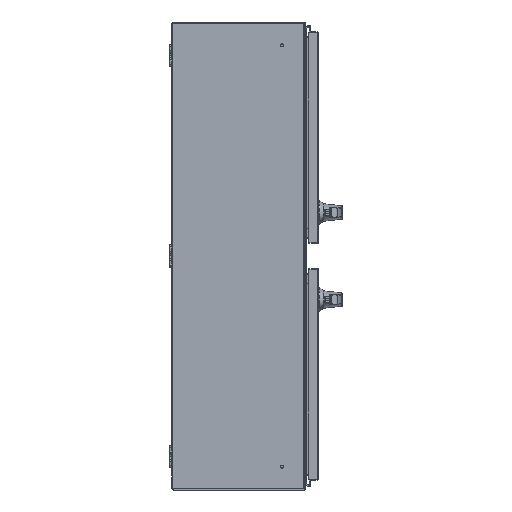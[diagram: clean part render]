
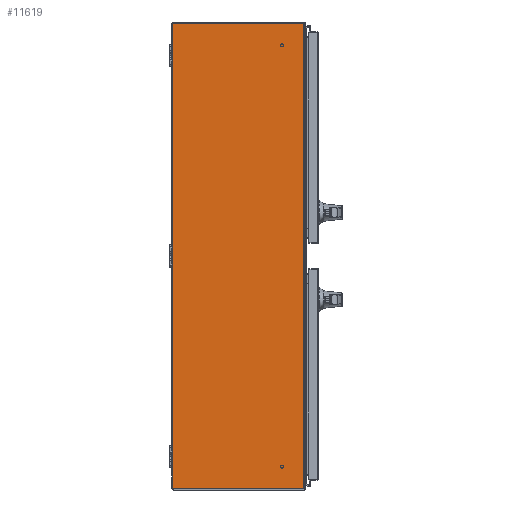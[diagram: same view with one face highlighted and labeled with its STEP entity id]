
A CAD part, front view. The second image highlights one B-rep face of the part: STEP entity #11619.
In plain terms, the highlighted face is planar.
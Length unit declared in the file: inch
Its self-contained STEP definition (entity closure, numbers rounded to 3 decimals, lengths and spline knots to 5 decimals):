
#369 = EDGE_CURVE ( 'NONE', #133847, #66057, #90525, .T. ) ;
#5608 = ORIENTED_EDGE ( 'NONE', *, *, #369, .T. ) ;
#7413 = CARTESIAN_POINT ( 'NONE',  ( -20.905, -11.762, -21. ) ) ;
#11596 = LINE ( 'NONE', #65538, #141052 ) ;
#11619 = ADVANCED_FACE ( 'NONE', ( #128005 ), #147106, .T. ) ;
#11994 = ORIENTED_EDGE ( 'NONE', *, *, #54446, .T. ) ;
#23046 = EDGE_LOOP ( 'NONE', ( #5608, #11994, #99700, #138514 ) ) ;
#38835 = EDGE_CURVE ( 'NONE', #72820, #133847, #158725, .T. ) ;
#52883 = DIRECTION ( 'NONE',  ( 1., 0., 0. ) ) ;
#54446 = EDGE_CURVE ( 'NONE', #66057, #103420, #11596, .T. ) ;
#54979 = DIRECTION ( 'NONE',  ( 0., -1., 0. ) ) ;
#60283 = CARTESIAN_POINT ( 'NONE',  ( 20.905, -11.762, -21. ) ) ;
#65538 = CARTESIAN_POINT ( 'NONE',  ( 20.905, 0., -21. ) ) ;
#66057 = VERTEX_POINT ( 'NONE', #68760 ) ;
#68760 = CARTESIAN_POINT ( 'NONE',  ( -20.905, 0., -21. ) ) ;
#72058 = DIRECTION ( 'NONE',  ( 0., 0., -1. ) ) ;
#72820 = VERTEX_POINT ( 'NONE', #60283 ) ;
#74047 = DIRECTION ( 'NONE',  ( 0., 1., 0. ) ) ;
#74646 = VECTOR ( 'NONE', #102508, 39.37008 ) ;
#77999 = EDGE_CURVE ( 'NONE', #103420, #72820, #95574, .T. ) ;
#89281 = CARTESIAN_POINT ( 'NONE',  ( 20.905, -11.762, -21. ) ) ;
#90525 = LINE ( 'NONE', #124442, #102386 ) ;
#95574 = LINE ( 'NONE', #131768, #103495 ) ;
#99700 = ORIENTED_EDGE ( 'NONE', *, *, #77999, .T. ) ;
#102386 = VECTOR ( 'NONE', #74047, 39.37008 ) ;
#102508 = DIRECTION ( 'NONE',  ( -1., 0., 0. ) ) ;
#103420 = VERTEX_POINT ( 'NONE', #140634 ) ;
#103495 = VECTOR ( 'NONE', #54979, 39.37008 ) ;
#110572 = AXIS2_PLACEMENT_3D ( 'NONE', #123009, #72058, #122486 ) ;
#122486 = DIRECTION ( 'NONE',  ( -1., 0., 0. ) ) ;
#123009 = CARTESIAN_POINT ( 'NONE',  ( 20.905, -11.905, -21. ) ) ;
#124442 = CARTESIAN_POINT ( 'NONE',  ( -20.905, -11.905, -21. ) ) ;
#128005 = FACE_OUTER_BOUND ( 'NONE', #23046, .T. ) ;
#131768 = CARTESIAN_POINT ( 'NONE',  ( 20.905, -11.905, -21. ) ) ;
#133847 = VERTEX_POINT ( 'NONE', #7413 ) ;
#138514 = ORIENTED_EDGE ( 'NONE', *, *, #38835, .T. ) ;
#140634 = CARTESIAN_POINT ( 'NONE',  ( 20.905, 0., -21. ) ) ;
#141052 = VECTOR ( 'NONE', #52883, 39.37008 ) ;
#147106 = PLANE ( 'NONE',  #110572 ) ;
#158725 = LINE ( 'NONE', #89281, #74646 ) ;
